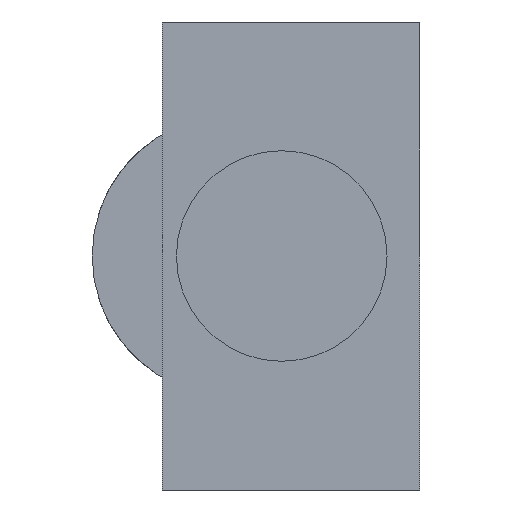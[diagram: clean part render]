
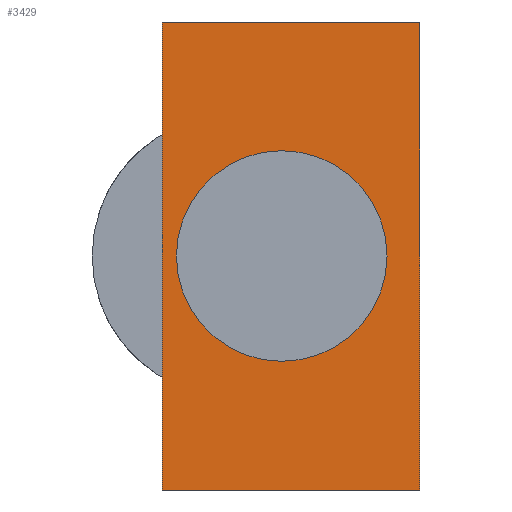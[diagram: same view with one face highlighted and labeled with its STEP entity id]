
A CAD part, left-side view. The second image highlights one B-rep face of the part: STEP entity #3429.
In plain terms, the highlighted planar face has unit normal (-1, 0, 0).
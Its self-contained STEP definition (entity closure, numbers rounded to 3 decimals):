
#17=DIRECTION('',(0.,-1.,0.));
#18=VECTOR('',#17,11.);
#19=CARTESIAN_POINT('',(0.,11.,0.));
#20=LINE('',#19,#18);
#431=DIRECTION('',(0.,0.,1.));
#432=VECTOR('',#431,20.);
#433=CARTESIAN_POINT('',(0.,11.,-20.));
#434=LINE('',#433,#432);
#475=DIRECTION('',(0.,-1.,0.));
#476=VECTOR('',#475,11.);
#477=CARTESIAN_POINT('',(0.,11.,-20.));
#478=LINE('',#477,#476);
#479=DIRECTION('',(0.,0.,1.));
#480=VECTOR('',#479,20.);
#481=CARTESIAN_POINT('',(0.,0.,-20.));
#482=LINE('',#481,#480);
#483=CARTESIAN_POINT('',(0.,5.9,-10.));
#484=DIRECTION('',(1.,0.,0.));
#485=DIRECTION('',(0.,0.,-1.));
#486=AXIS2_PLACEMENT_3D('',#483,#484,#485);
#488=CARTESIAN_POINT('',(0.,5.9,-10.));
#489=DIRECTION('',(1.,0.,0.));
#490=DIRECTION('',(0.,0.,1.));
#491=AXIS2_PLACEMENT_3D('',#488,#489,#490);
#2277=CARTESIAN_POINT('',(0.,0.,-20.));
#2278=VERTEX_POINT('',#2277);
#2279=CARTESIAN_POINT('',(0.,11.,-20.));
#2280=VERTEX_POINT('',#2279);
#2297=CARTESIAN_POINT('',(0.,0.,0.));
#2298=VERTEX_POINT('',#2297);
#2301=CARTESIAN_POINT('',(0.,5.9,-5.5));
#2302=CARTESIAN_POINT('',(0.,5.9,-14.5));
#2303=VERTEX_POINT('',#2301);
#2304=VERTEX_POINT('',#2302);
#2305=CARTESIAN_POINT('',(0.,11.,0.));
#2306=VERTEX_POINT('',#2305);
#3411=CARTESIAN_POINT('',(0.,5.5,-10.));
#3412=DIRECTION('',(1.,0.,0.));
#3413=DIRECTION('',(0.,-1.,0.));
#3414=AXIS2_PLACEMENT_3D('',#3411,#3412,#3413);
#3415=PLANE('',#3414);
#3416=ORIENTED_EDGE('',*,*,#3321,.F.);
#3417=ORIENTED_EDGE('',*,*,#3382,.T.);
#3418=ORIENTED_EDGE('',*,*,#3012,.T.);
#3420=ORIENTED_EDGE('',*,*,#3419,.F.);
#3421=EDGE_LOOP('',(#3416,#3417,#3418,#3420));
#3422=FACE_OUTER_BOUND('',#3421,.F.);
#3424=ORIENTED_EDGE('',*,*,#3423,.F.);
#3426=ORIENTED_EDGE('',*,*,#3425,.F.);
#3427=EDGE_LOOP('',(#3424,#3426));
#3428=FACE_BOUND('',#3427,.F.);
#3429=ADVANCED_FACE('',(#3422,#3428),#3415,.F.);
#487=CIRCLE('',#486,4.5);
#492=CIRCLE('',#491,4.5);
#3012=EDGE_CURVE('',#2306,#2298,#20,.T.);
#3321=EDGE_CURVE('',#2280,#2278,#478,.T.);
#3382=EDGE_CURVE('',#2280,#2306,#434,.T.);
#3419=EDGE_CURVE('',#2278,#2298,#482,.T.);
#3423=EDGE_CURVE('',#2304,#2303,#487,.T.);
#3425=EDGE_CURVE('',#2303,#2304,#492,.T.);
